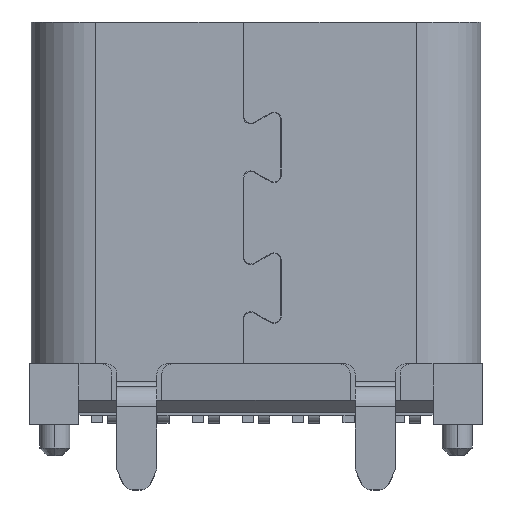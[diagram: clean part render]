
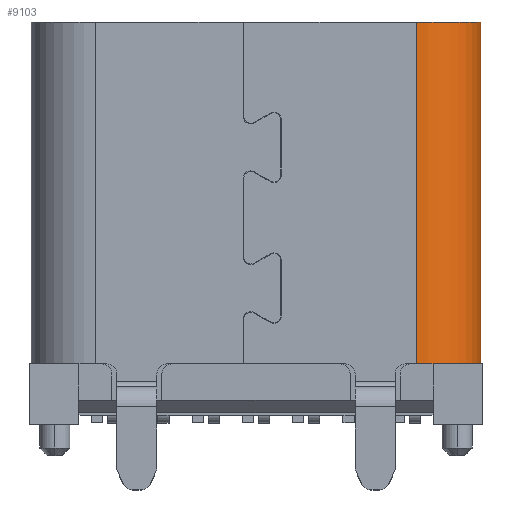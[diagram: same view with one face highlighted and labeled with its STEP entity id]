
A CAD part, top view. The second image highlights one B-rep face of the part: STEP entity #9103.
In plain terms, the highlighted cylindrical face has radius 1.28 mm (diameter 2.56 mm), a partial arc.
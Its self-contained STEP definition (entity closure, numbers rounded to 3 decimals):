
#933=CARTESIAN_POINT('',(-3.36,6.22,-2.254));
#934=DIRECTION('',(0.,1.,0.));
#935=DIRECTION('',(0.,0.,1.));
#936=AXIS2_PLACEMENT_3D('',#933,#934,#935);
#938=DIRECTION('',(0.,-1.,0.));
#939=VECTOR('',#938,6.8);
#940=CARTESIAN_POINT('',(-3.36,13.02,
-0.974));
#941=LINE('',#940,#939);
#942=DIRECTION('',(0.,1.,0.));
#943=VECTOR('',#942,6.8);
#944=CARTESIAN_POINT('',(-2.08,6.22,-2.254));
#945=LINE('',#944,#943);
#2082=CARTESIAN_POINT('',(-3.36,13.02,
-2.254));
#2083=DIRECTION('',(0.,1.,0.));
#2084=DIRECTION('',(0.,0.,1.));
#2085=AXIS2_PLACEMENT_3D('',#2082,#2083,#2084);
#5940=CARTESIAN_POINT('',(-3.36,13.02,
-0.974));
#5941=VERTEX_POINT('',#5940);
#5942=CARTESIAN_POINT('',(-2.08,13.02,
-2.254));
#5943=VERTEX_POINT('',#5942);
#7156=CARTESIAN_POINT('',(-2.08,6.22,
-2.254));
#7157=VERTEX_POINT('',#7156);
#7168=CARTESIAN_POINT('',(-3.36,6.22,
-0.974));
#7169=VERTEX_POINT('',#7168);
#9090=CARTESIAN_POINT('',(-3.36,15.02,
-2.254));
#9091=DIRECTION('',(0.,1.,0.));
#9092=DIRECTION('',(-1.,0.,0.));
#9093=AXIS2_PLACEMENT_3D('',#9090,#9091,#9092);
#9094=CYLINDRICAL_SURFACE('',#9093,1.28);
#9095=ORIENTED_EDGE('',*,*,#8993,.F.);
#9097=ORIENTED_EDGE('',*,*,#9096,.F.);
#9099=ORIENTED_EDGE('',*,*,#9098,.T.);
#9100=ORIENTED_EDGE('',*,*,#9075,.F.);
#9101=EDGE_LOOP('',(#9095,#9097,#9099,#9100));
#9102=FACE_OUTER_BOUND('',#9101,.F.);
#937=CIRCLE('',#936,1.28);
#2086=CIRCLE('',#2085,1.28);
#8993=EDGE_CURVE('',#7169,#7157,#937,.T.);
#9075=EDGE_CURVE('',#7157,#5943,#945,.T.);
#9096=EDGE_CURVE('',#5941,#7169,#941,.T.);
#9098=EDGE_CURVE('',#5941,#5943,#2086,.T.);
#9103=ADVANCED_FACE('',(#9102),#9094,.T.);
